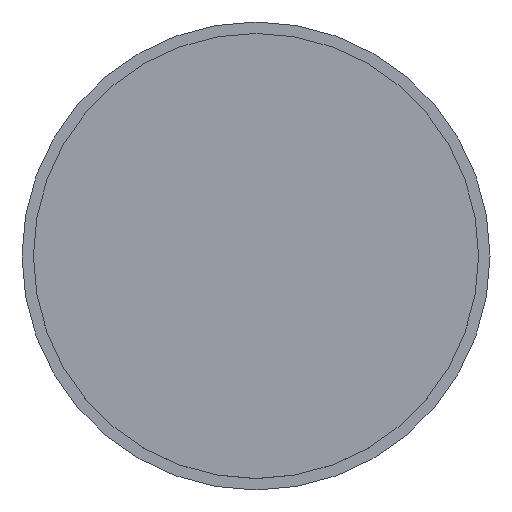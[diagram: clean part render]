
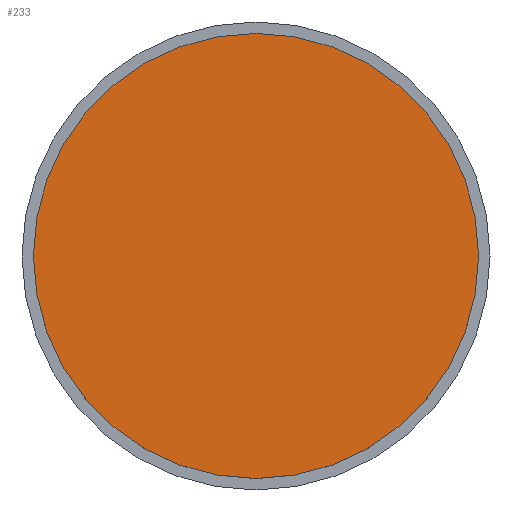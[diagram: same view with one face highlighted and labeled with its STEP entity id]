
A CAD part, top view. The second image highlights one B-rep face of the part: STEP entity #233.
In plain terms, the highlighted planar face has unit normal (0, 0, 1).
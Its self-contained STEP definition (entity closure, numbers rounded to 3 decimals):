
#59=PLANE('',#279);
#74=FACE_OUTER_BOUND('',#92,.T.);
#92=EDGE_LOOP('',(#215));
#105=CIRCLE('',#278,19.411);
#125=VERTEX_POINT('',#421);
#154=EDGE_CURVE('',#125,#125,#105,.F.);
#215=ORIENTED_EDGE('',*,*,#154,.T.);
#233=ADVANCED_FACE('',(#74),#59,.T.);
#278=AXIS2_PLACEMENT_3D('',#422,#354,#355);
#279=AXIS2_PLACEMENT_3D('',#424,#357,#358);
#354=DIRECTION('center_axis',(0.,0.,-1.));
#355=DIRECTION('ref_axis',(1.,0.,0.));
#357=DIRECTION('center_axis',(0.,0.,1.));
#358=DIRECTION('ref_axis',(1.,0.,0.));
#421=CARTESIAN_POINT('',(-38.157,21.017,8.4));
#422=CARTESIAN_POINT('Origin',(-18.746,21.017,8.4));
#424=CARTESIAN_POINT('Origin',(-18.746,21.017,8.4));
